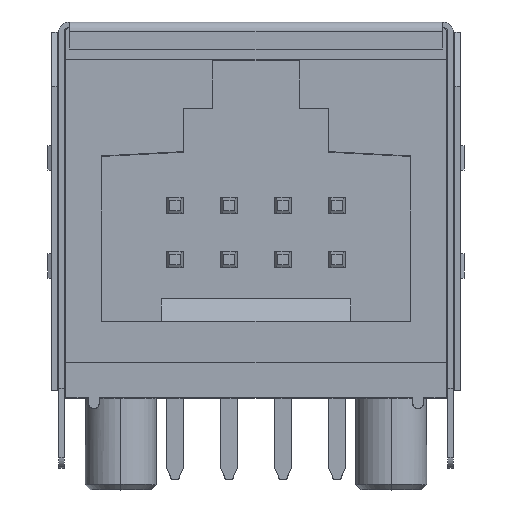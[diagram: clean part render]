
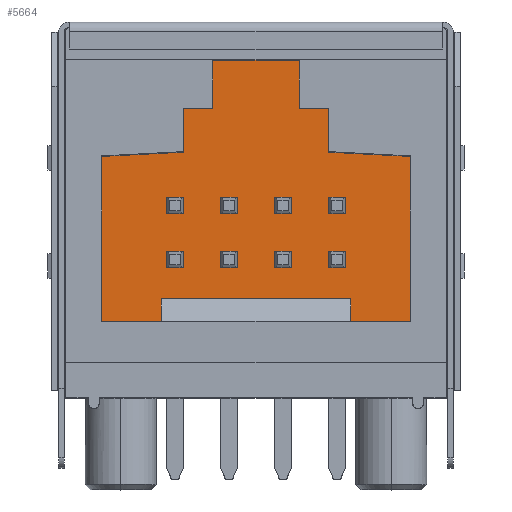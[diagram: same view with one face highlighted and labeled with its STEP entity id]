
A CAD part, top view. The second image highlights one B-rep face of the part: STEP entity #5664.
In plain terms, the highlighted planar face has unit normal (0, 0, 1).
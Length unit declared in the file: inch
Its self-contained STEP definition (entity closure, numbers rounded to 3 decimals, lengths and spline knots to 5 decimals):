
#102 = LINE ( 'NONE', #3619, #1618 ) ;
#170 = CARTESIAN_POINT ( 'NONE',  ( -0.08, 0.645, 0.037 ) ) ;
#198 = VERTEX_POINT ( 'NONE', #5370 ) ;
#367 = ORIENTED_EDGE ( 'NONE', *, *, #8112, .T. ) ;
#456 = DIRECTION ( 'NONE',  ( 0., 1., 0. ) ) ;
#621 = ORIENTED_EDGE ( 'NONE', *, *, #10616, .F. ) ;
#694 = AXIS2_PLACEMENT_3D ( 'NONE', #11131, #11187, #2251 ) ;
#785 = CARTESIAN_POINT ( 'NONE',  ( -0.135, 0.555, 0.037 ) ) ;
#798 = DIRECTION ( 'NONE',  ( -1., 0., 0. ) ) ;
#970 = DIRECTION ( 'NONE',  ( 0.999, 0.052, 0. ) ) ;
#1240 = LINE ( 'NONE', #6335, #10709 ) ;
#1293 = DIRECTION ( 'NONE',  ( 0., 1., 0. ) ) ;
#1618 = VECTOR ( 'NONE', #7535, 39.37008 ) ;
#1650 = LINE ( 'NONE', #10415, #7174 ) ;
#1759 = VECTOR ( 'NONE', #6974, 39.37008 ) ;
#1836 = LINE ( 'NONE', #8930, #4762 ) ;
#1888 = ORIENTED_EDGE ( 'NONE', *, *, #2646, .F. ) ;
#1903 = LINE ( 'NONE', #8936, #7279 ) ;
#2251 = DIRECTION ( 'NONE',  ( -1., 0., 0. ) ) ;
#2266 = CARTESIAN_POINT ( 'NONE',  ( 0.08, 0.645, 0.037 ) ) ;
#2300 = FACE_OUTER_BOUND ( 'NONE', #8190, .T. ) ;
#2379 = VERTEX_POINT ( 'NONE', #4609 ) ;
#2418 = EDGE_CURVE ( 'NONE', #9812, #3801, #9320, .T. ) ;
#2490 = DIRECTION ( 'NONE',  ( 0., 1., 0. ) ) ;
#2584 = CARTESIAN_POINT ( 'NONE',  ( -0.175, 0.161, 0.037 ) ) ;
#2590 = LINE ( 'NONE', #6121, #2968 ) ;
#2644 = LINE ( 'NONE', #2584, #1759 ) ;
#2646 = EDGE_CURVE ( 'NONE', #5128, #4416, #10715, .T. ) ;
#2683 = CARTESIAN_POINT ( 'NONE',  ( -0.135, 0.475, 0.037 ) ) ;
#2966 = LINE ( 'NONE', #3022, #11284 ) ;
#2968 = VECTOR ( 'NONE', #970, 39.37008 ) ;
#3022 = CARTESIAN_POINT ( 'NONE',  ( -0.285, 0.161, 0.037 ) ) ;
#3055 = ORIENTED_EDGE ( 'NONE', *, *, #6035, .T. ) ;
#3101 = EDGE_CURVE ( 'NONE', #198, #5128, #2966, .T. ) ;
#3176 = VECTOR ( 'NONE', #456, 39.37008 ) ;
#3319 = CARTESIAN_POINT ( 'NONE',  ( 0.285, 0.46714, 0.037 ) ) ;
#3619 = CARTESIAN_POINT ( 'NONE',  ( 0.285, 0.161, 0.037 ) ) ;
#3687 = CARTESIAN_POINT ( 'NONE',  ( -0.175, 0.203, 0.037 ) ) ;
#3801 = VERTEX_POINT ( 'NONE', #6891 ) ;
#4416 = VERTEX_POINT ( 'NONE', #8469 ) ;
#4569 = VECTOR ( 'NONE', #5346, 39.37008 ) ;
#4609 = CARTESIAN_POINT ( 'NONE',  ( 0.285, 0.161, 0.037 ) ) ;
#4692 = EDGE_CURVE ( 'NONE', #6319, #9812, #1836, .T. ) ;
#4762 = VECTOR ( 'NONE', #6406, 39.37008 ) ;
#4967 = PLANE ( 'NONE',  #694 ) ;
#4969 = EDGE_CURVE ( 'NONE', #11056, #5961, #1650, .T. ) ;
#5013 = DIRECTION ( 'NONE',  ( 0., 1., 0. ) ) ;
#5069 = VECTOR ( 'NONE', #1293, 39.37008 ) ;
#5128 = VERTEX_POINT ( 'NONE', #7193 ) ;
#5195 = LINE ( 'NONE', #8700, #6832 ) ;
#5287 = CARTESIAN_POINT ( 'NONE',  ( 0.285, 0.46714, 0.037 ) ) ;
#5346 = DIRECTION ( 'NONE',  ( 0., 1., 0. ) ) ;
#5370 = CARTESIAN_POINT ( 'NONE',  ( -0.175, 0.161, 0.037 ) ) ;
#5411 = EDGE_CURVE ( 'NONE', #9735, #11056, #6880, .T. ) ;
#5626 = ORIENTED_EDGE ( 'NONE', *, *, #9155, .T. ) ;
#5664 = ADVANCED_FACE ( 'NONE', ( #2300 ), #4967, .T. ) ;
#5758 = ORIENTED_EDGE ( 'NONE', *, *, #8946, .T. ) ;
#5915 = VECTOR ( 'NONE', #10549, 39.37008 ) ;
#5918 = ORIENTED_EDGE ( 'NONE', *, *, #5411, .F. ) ;
#5961 = VERTEX_POINT ( 'NONE', #10893 ) ;
#6035 = EDGE_CURVE ( 'NONE', #8192, #8649, #9267, .T. ) ;
#6121 = CARTESIAN_POINT ( 'NONE',  ( -0.135, 0.475, 0.037 ) ) ;
#6214 = LINE ( 'NONE', #5287, #4569 ) ;
#6219 = ORIENTED_EDGE ( 'NONE', *, *, #4969, .F. ) ;
#6319 = VERTEX_POINT ( 'NONE', #3319 ) ;
#6335 = CARTESIAN_POINT ( 'NONE',  ( -0.08, 0.645, 0.037 ) ) ;
#6392 = DIRECTION ( 'NONE',  ( 0., 1., 0. ) ) ;
#6406 = DIRECTION ( 'NONE',  ( -0.999, 0.052, 0. ) ) ;
#6552 = DIRECTION ( 'NONE',  ( -1., 0., 0. ) ) ;
#6581 = CARTESIAN_POINT ( 'NONE',  ( 0.08, 0.645, 0.037 ) ) ;
#6720 = CARTESIAN_POINT ( 'NONE',  ( 0.175, 0.161, 0.037 ) ) ;
#6832 = VECTOR ( 'NONE', #798, 39.37008 ) ;
#6855 = DIRECTION ( 'NONE',  ( 1., 0., 0. ) ) ;
#6880 = LINE ( 'NONE', #10386, #11030 ) ;
#6891 = CARTESIAN_POINT ( 'NONE',  ( 0.135, 0.555, 0.037 ) ) ;
#6974 = DIRECTION ( 'NONE',  ( 0., 1., 0. ) ) ;
#6979 = VECTOR ( 'NONE', #5013, 39.37008 ) ;
#7077 = ORIENTED_EDGE ( 'NONE', *, *, #10632, .T. ) ;
#7174 = VECTOR ( 'NONE', #6855, 39.37008 ) ;
#7193 = CARTESIAN_POINT ( 'NONE',  ( -0.285, 0.161, 0.037 ) ) ;
#7279 = VECTOR ( 'NONE', #10899, 39.37008 ) ;
#7308 = ORIENTED_EDGE ( 'NONE', *, *, #3101, .F. ) ;
#7418 = DIRECTION ( 'NONE',  ( 1., 0., 0. ) ) ;
#7438 = CARTESIAN_POINT ( 'NONE',  ( 0.135, 0.555, 0.037 ) ) ;
#7535 = DIRECTION ( 'NONE',  ( 1., 0., 0. ) ) ;
#7919 = ORIENTED_EDGE ( 'NONE', *, *, #2418, .T. ) ;
#7945 = LINE ( 'NONE', #170, #5915 ) ;
#8112 = EDGE_CURVE ( 'NONE', #9106, #2379, #102, .T. ) ;
#8190 = EDGE_LOOP ( 'NONE', ( #5758, #10076, #367, #10547, #10460, #7919, #7077, #3055, #9507, #621, #6219, #5918, #10279, #1888, #7308, #5626 ) ) ;
#8192 = VERTEX_POINT ( 'NONE', #9364 ) ;
#8271 = LINE ( 'NONE', #6720, #5069 ) ;
#8414 = CARTESIAN_POINT ( 'NONE',  ( -0.08, 0.645, 0.037 ) ) ;
#8469 = CARTESIAN_POINT ( 'NONE',  ( -0.285, 0.46714, 0.037 ) ) ;
#8500 = EDGE_CURVE ( 'NONE', #2379, #6319, #6214, .T. ) ;
#8582 = EDGE_CURVE ( 'NONE', #9106, #8927, #8271, .T. ) ;
#8649 = VERTEX_POINT ( 'NONE', #2266 ) ;
#8700 = CARTESIAN_POINT ( 'NONE',  ( 0.08, 0.555, 0.037 ) ) ;
#8894 = VECTOR ( 'NONE', #6392, 39.37008 ) ;
#8927 = VERTEX_POINT ( 'NONE', #9052 ) ;
#8930 = CARTESIAN_POINT ( 'NONE',  ( 0.135, 0.475, 0.037 ) ) ;
#8936 = CARTESIAN_POINT ( 'NONE',  ( 0., 0.203, 0.037 ) ) ;
#8946 = EDGE_CURVE ( 'NONE', #10608, #8927, #1903, .T. ) ;
#9052 = CARTESIAN_POINT ( 'NONE',  ( 0.175, 0.203, 0.037 ) ) ;
#9106 = VERTEX_POINT ( 'NONE', #10424 ) ;
#9155 = EDGE_CURVE ( 'NONE', #198, #10608, #2644, .T. ) ;
#9245 = CARTESIAN_POINT ( 'NONE',  ( 0.135, 0.475, 0.037 ) ) ;
#9267 = LINE ( 'NONE', #6581, #3176 ) ;
#9320 = LINE ( 'NONE', #7438, #6979 ) ;
#9364 = CARTESIAN_POINT ( 'NONE',  ( 0.08, 0.555, 0.037 ) ) ;
#9507 = ORIENTED_EDGE ( 'NONE', *, *, #11133, .F. ) ;
#9735 = VERTEX_POINT ( 'NONE', #2683 ) ;
#9780 = CARTESIAN_POINT ( 'NONE',  ( -0.285, 0.46714, 0.037 ) ) ;
#9812 = VERTEX_POINT ( 'NONE', #9245 ) ;
#10076 = ORIENTED_EDGE ( 'NONE', *, *, #8582, .F. ) ;
#10279 = ORIENTED_EDGE ( 'NONE', *, *, #10654, .F. ) ;
#10386 = CARTESIAN_POINT ( 'NONE',  ( -0.135, 0.555, 0.037 ) ) ;
#10415 = CARTESIAN_POINT ( 'NONE',  ( -0.08, 0.555, 0.037 ) ) ;
#10424 = CARTESIAN_POINT ( 'NONE',  ( 0.175, 0.161, 0.037 ) ) ;
#10460 = ORIENTED_EDGE ( 'NONE', *, *, #4692, .T. ) ;
#10513 = VERTEX_POINT ( 'NONE', #8414 ) ;
#10547 = ORIENTED_EDGE ( 'NONE', *, *, #8500, .T. ) ;
#10549 = DIRECTION ( 'NONE',  ( 0., 1., 0. ) ) ;
#10608 = VERTEX_POINT ( 'NONE', #3687 ) ;
#10616 = EDGE_CURVE ( 'NONE', #5961, #10513, #7945, .T. ) ;
#10632 = EDGE_CURVE ( 'NONE', #3801, #8192, #5195, .T. ) ;
#10654 = EDGE_CURVE ( 'NONE', #4416, #9735, #2590, .T. ) ;
#10709 = VECTOR ( 'NONE', #7418, 39.37008 ) ;
#10715 = LINE ( 'NONE', #9780, #8894 ) ;
#10893 = CARTESIAN_POINT ( 'NONE',  ( -0.08, 0.555, 0.037 ) ) ;
#10899 = DIRECTION ( 'NONE',  ( 1., 0., 0. ) ) ;
#11030 = VECTOR ( 'NONE', #2490, 39.37008 ) ;
#11056 = VERTEX_POINT ( 'NONE', #785 ) ;
#11131 = CARTESIAN_POINT ( 'NONE',  ( 0., 0., 0.037 ) ) ;
#11133 = EDGE_CURVE ( 'NONE', #10513, #8649, #1240, .T. ) ;
#11187 = DIRECTION ( 'NONE',  ( 0., 0., 1. ) ) ;
#11284 = VECTOR ( 'NONE', #6552, 39.37008 ) ;
